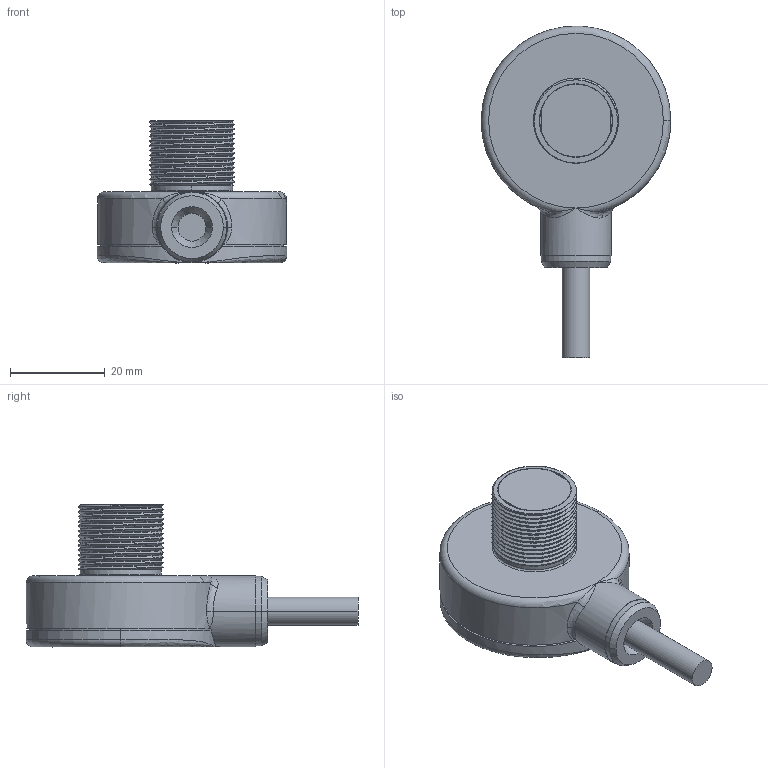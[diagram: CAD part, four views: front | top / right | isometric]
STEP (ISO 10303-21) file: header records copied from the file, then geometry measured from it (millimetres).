
FILE_DESCRIPTION((''),'2;1');
FILE_NAME('155316_SW','2010-12-03T',('banengservice'),('BANNER ENGINEERING'),'PRO/ENGINEER BY PARAMETRIC TECHNOLOGY CORPORATION, 2009141','PRO/ENGINEER BY PARAMETRIC TECHNOLOGY CORPORATION, 2009141','');
FILE_SCHEMA(('CONFIG_CONTROL_DESIGN'));
Length unit declared in the file: inch
Products named in the file (1): 155316_SW
Bounding box: 40.08 x 70.21 x 30.09 mm (x, y, z)
Volume: 9520.9 mm3; surface area: 14933.3 mm2
Topology: 3 solids, 4 shells, 309 faces, 765 edges, 480 vertices
Faces by surface type: plane 121, cylinder 111, torus 23, bspline 22, cone 18, sphere 6, extrusion 6, revolution 2
Entity records: 19943 total; most frequent: CARTESIAN_POINT 12707, ORIENTED_EDGE 1514, DIRECTION 1449, EDGE_CURVE 757, AXIS2_PLACEMENT_3D 533, VERTEX_POINT 480, VECTOR 381, LINE 375
